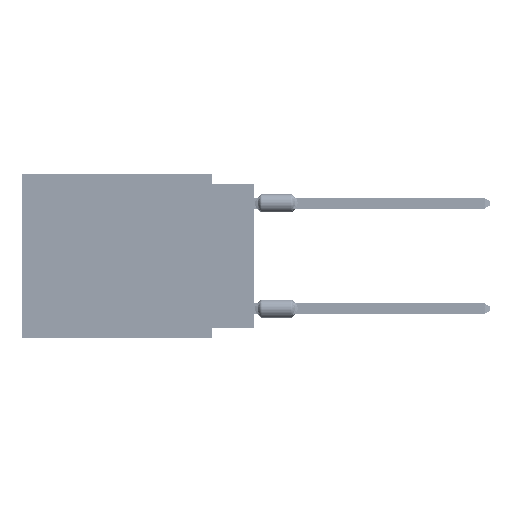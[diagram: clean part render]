
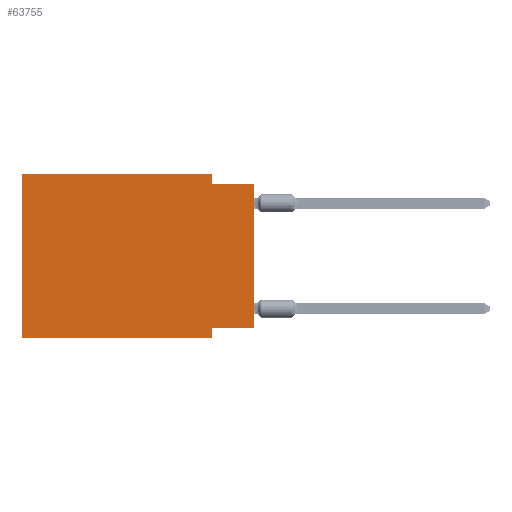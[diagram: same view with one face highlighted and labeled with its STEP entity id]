
A CAD part, left-side view. The second image highlights one B-rep face of the part: STEP entity #63755.
In plain terms, the highlighted planar face has unit normal (-1, 0, 0).
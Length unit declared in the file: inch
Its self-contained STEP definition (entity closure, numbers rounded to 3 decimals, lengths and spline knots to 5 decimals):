
#2266 = LINE ( 'NONE', #7755, #66560 ) ;
#4144 = ORIENTED_EDGE ( 'NONE', *, *, #75593, .T. ) ;
#5140 = CARTESIAN_POINT ( 'NONE',  ( 0., 0., -0.365 ) ) ;
#6731 = EDGE_CURVE ( 'NONE', #60421, #10579, #30331, .T. ) ;
#7755 = CARTESIAN_POINT ( 'NONE',  ( 0., 0.55, 0. ) ) ;
#9417 = ORIENTED_EDGE ( 'NONE', *, *, #14129, .F. ) ;
#10579 = VERTEX_POINT ( 'NONE', #21209 ) ;
#12299 = VECTOR ( 'NONE', #29017, 39.37008 ) ;
#12690 = CARTESIAN_POINT ( 'NONE',  ( 0., 0., -0.025 ) ) ;
#13640 = DIRECTION ( 'NONE',  ( 0., 0., 1. ) ) ;
#14068 = ORIENTED_EDGE ( 'NONE', *, *, #6731, .F. ) ;
#14129 = EDGE_CURVE ( 'NONE', #16858, #17117, #55439, .T. ) ;
#14804 = EDGE_CURVE ( 'NONE', #10579, #72668, #60385, .T. ) ;
#16667 = CARTESIAN_POINT ( 'NONE',  ( 0., 0.1, -0.025 ) ) ;
#16858 = VERTEX_POINT ( 'NONE', #31496 ) ;
#17117 = VERTEX_POINT ( 'NONE', #27016 ) ;
#17994 = ORIENTED_EDGE ( 'NONE', *, *, #63107, .F. ) ;
#18591 = DIRECTION ( 'NONE',  ( 0., 1., 0. ) ) ;
#18658 = LINE ( 'NONE', #54699, #52768 ) ;
#19976 = LINE ( 'NONE', #50519, #69940 ) ;
#19984 = DIRECTION ( 'NONE',  ( 1., 0., 0. ) ) ;
#20585 = VECTOR ( 'NONE', #21233, 39.37008 ) ;
#21209 = CARTESIAN_POINT ( 'NONE',  ( 0., 0.1, -0.365 ) ) ;
#21233 = DIRECTION ( 'NONE',  ( 0., -1., 0. ) ) ;
#21802 = VERTEX_POINT ( 'NONE', #16667 ) ;
#25703 = EDGE_LOOP ( 'NONE', ( #4144, #17994, #44923, #9417, #73909, #30877, #59446, #14068 ) ) ;
#26562 = VECTOR ( 'NONE', #18591, 39.37008 ) ;
#26603 = CARTESIAN_POINT ( 'NONE',  ( 0., 0.55, 0. ) ) ;
#27016 = CARTESIAN_POINT ( 'NONE',  ( 0., 0.1, 0. ) ) ;
#27172 = CARTESIAN_POINT ( 'NONE',  ( 0., 0.55, 0. ) ) ;
#29017 = DIRECTION ( 'NONE',  ( 0., 0., -1. ) ) ;
#30331 = LINE ( 'NONE', #48364, #26562 ) ;
#30877 = ORIENTED_EDGE ( 'NONE', *, *, #68594, .T. ) ;
#31496 = CARTESIAN_POINT ( 'NONE',  ( 0., 0.55, 0. ) ) ;
#41993 = EDGE_CURVE ( 'NONE', #77159, #16858, #2266, .T. ) ;
#42453 = DIRECTION ( 'NONE',  ( 0., -1., 0. ) ) ;
#42557 = DIRECTION ( 'NONE',  ( 0., 0., -1. ) ) ;
#43744 = EDGE_CURVE ( 'NONE', #17117, #21802, #18658, .T. ) ;
#43879 = DIRECTION ( 'NONE',  ( 0., 0., 1. ) ) ;
#44923 = ORIENTED_EDGE ( 'NONE', *, *, #43744, .F. ) ;
#46562 = AXIS2_PLACEMENT_3D ( 'NONE', #26603, #19984, #50526 ) ;
#48364 = CARTESIAN_POINT ( 'NONE',  ( 0., 0., -0.365 ) ) ;
#49757 = FACE_OUTER_BOUND ( 'NONE', #25703, .T. ) ;
#50519 = CARTESIAN_POINT ( 'NONE',  ( 0., 0., 0. ) ) ;
#50526 = DIRECTION ( 'NONE',  ( 0., 0., -1. ) ) ;
#52768 = VECTOR ( 'NONE', #42557, 39.37008 ) ;
#54377 = CARTESIAN_POINT ( 'NONE',  ( 0., 0.1, -0.39 ) ) ;
#54401 = VERTEX_POINT ( 'NONE', #72343 ) ;
#54699 = CARTESIAN_POINT ( 'NONE',  ( 0., 0.1, 0. ) ) ;
#55439 = LINE ( 'NONE', #27172, #68548 ) ;
#56418 = PLANE ( 'NONE',  #46562 ) ;
#56890 = LINE ( 'NONE', #74929, #20585 ) ;
#59446 = ORIENTED_EDGE ( 'NONE', *, *, #14804, .F. ) ;
#60001 = CARTESIAN_POINT ( 'NONE',  ( 0., 0.1, -0.39 ) ) ;
#60385 = LINE ( 'NONE', #60001, #12299 ) ;
#60421 = VERTEX_POINT ( 'NONE', #5140 ) ;
#62094 = DIRECTION ( 'NONE',  ( 0., -1., 0. ) ) ;
#63107 = EDGE_CURVE ( 'NONE', #21802, #54401, #65992, .T. ) ;
#63755 = ADVANCED_FACE ( 'NONE', ( #49757 ), #56418, .F. ) ;
#65992 = LINE ( 'NONE', #12690, #67762 ) ;
#66560 = VECTOR ( 'NONE', #13640, 39.37008 ) ;
#67762 = VECTOR ( 'NONE', #42453, 39.37008 ) ;
#68548 = VECTOR ( 'NONE', #62094, 39.37008 ) ;
#68594 = EDGE_CURVE ( 'NONE', #77159, #72668, #56890, .T. ) ;
#69454 = CARTESIAN_POINT ( 'NONE',  ( 0., 0.55, -0.39 ) ) ;
#69940 = VECTOR ( 'NONE', #43879, 39.37008 ) ;
#72343 = CARTESIAN_POINT ( 'NONE',  ( 0., 0., -0.025 ) ) ;
#72668 = VERTEX_POINT ( 'NONE', #54377 ) ;
#73909 = ORIENTED_EDGE ( 'NONE', *, *, #41993, .F. ) ;
#74929 = CARTESIAN_POINT ( 'NONE',  ( 0., 0.55, -0.39 ) ) ;
#75593 = EDGE_CURVE ( 'NONE', #60421, #54401, #19976, .T. ) ;
#77159 = VERTEX_POINT ( 'NONE', #69454 ) ;
